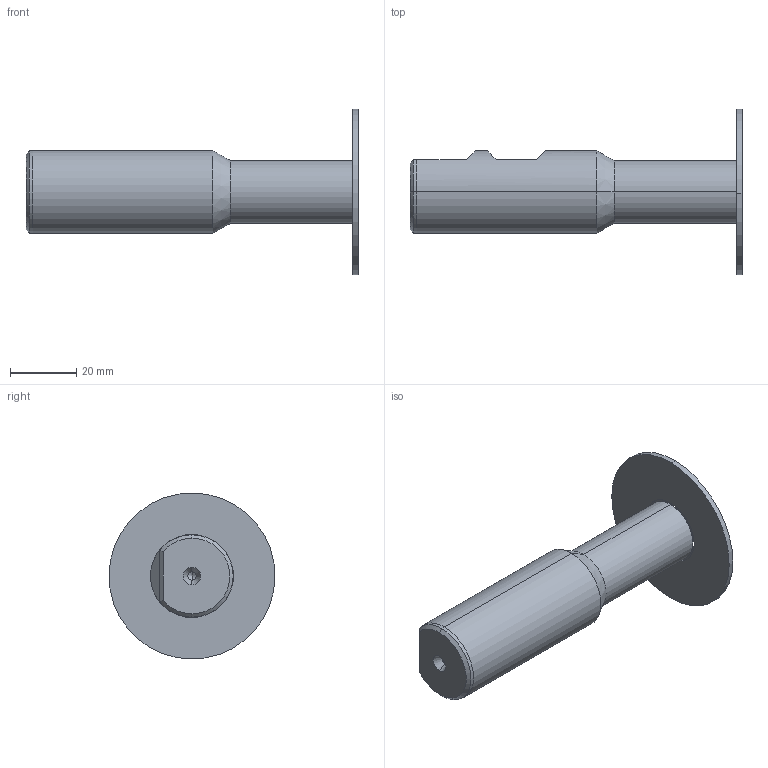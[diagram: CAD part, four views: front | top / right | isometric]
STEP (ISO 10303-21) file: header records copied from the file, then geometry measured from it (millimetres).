
FILE_DESCRIPTION (( 'STEP AP214' ), '1' );
FILE_NAME ('TFS-050-160-S06-4.STEP', '2019-05-23T09:17:53', ( '' ), ( '' ), 'SwSTEP 2.0', 'SolidWorks 2018', '' );
FILE_SCHEMA (( 'AUTOMOTIVE_DESIGN' ));
Length unit declared in the file: millimetre
Products named in the file (3): TFS-050-160-S06-4; JSCHF180 pk_Fr„serei (B); JSCHF180_1 pk
Assembly tree (2 placements, depth 2):
  TFS-050-160-S06-4
    JSCHF180_1 pk
    JSCHF180 pk_Fr„serei (B)
Bounding box: 100 x 49.99 x 49.99 mm (x, y, z)
Volume: 41762.4 mm3; surface area: 12174.7 mm2
Topology: 2 solids, 2 shells, 128 faces, 330 edges, 200 vertices
Faces by surface type: cylinder 67, cone 40, plane 21
Entity records: 4147 total; most frequent: DIRECTION 746, CARTESIAN_POINT 672, ORIENTED_EDGE 636, EDGE_CURVE 318, AXIS2_PLACEMENT_3D 302, VERTEX_POINT 200, CIRCLE 169, EDGE_LOOP 152
